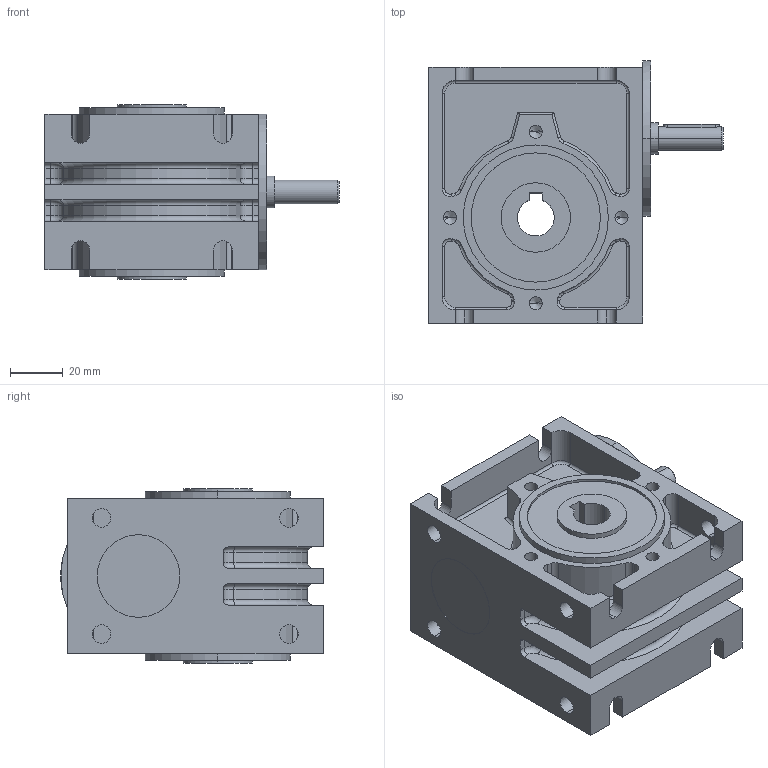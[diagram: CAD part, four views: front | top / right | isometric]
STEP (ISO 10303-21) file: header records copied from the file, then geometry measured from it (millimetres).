
FILE_DESCRIPTION (( 'STEP AP203' ), '1' );
FILE_NAME ('REDUTOR R3 BASICO.STEP', '2013-05-31T14:23:32', ( '' ), ( '' ), 'SwSTEP 2.0', 'SolidWorks 2011', '' );
FILE_SCHEMA (( 'CONFIG_CONTROL_DESIGN' ));
Length unit declared in the file: millimetre
Products named in the file (1): REDUTOR R3 BASICO
Bounding box: 111.5 x 99.5 x 66 mm (x, y, z)
Volume: 343199.1 mm3; surface area: 65788.7 mm2
Topology: 1 solids, 1 shells, 357 faces, 906 edges, 541 vertices
Faces by surface type: cylinder 172, plane 101, torus 58, cone 18, bspline 8
Entity records: 11074 total; most frequent: CARTESIAN_POINT 2297, DIRECTION 1967, ORIENTED_EDGE 1764, EDGE_CURVE 882, AXIS2_PLACEMENT_3D 763, VERTEX_POINT 541, VECTOR 441, LINE 441
